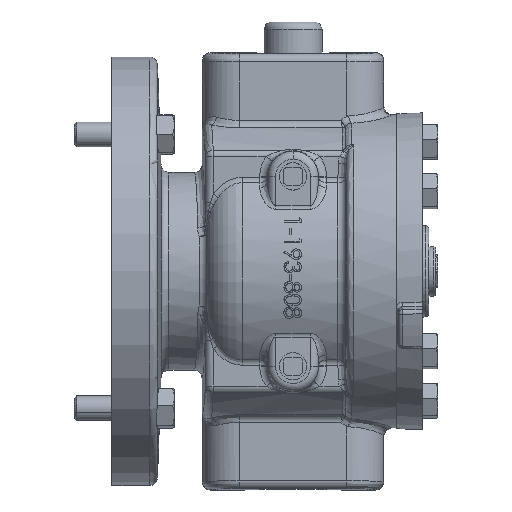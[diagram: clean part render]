
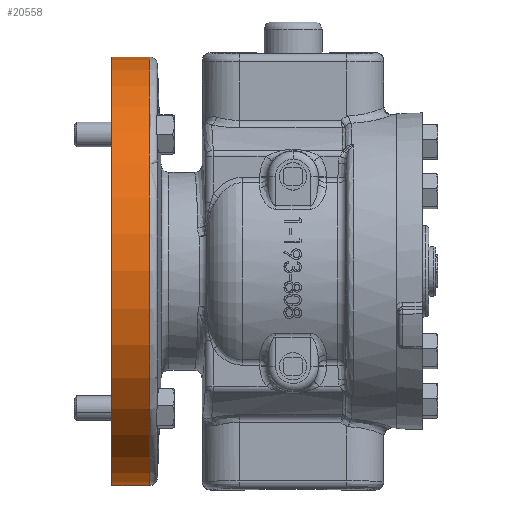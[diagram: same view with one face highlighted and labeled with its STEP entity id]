
A CAD part, front view. The second image highlights one B-rep face of the part: STEP entity #20558.
In plain terms, the highlighted cylindrical face has radius 82.55 mm (diameter 165.1 mm), a partial arc.
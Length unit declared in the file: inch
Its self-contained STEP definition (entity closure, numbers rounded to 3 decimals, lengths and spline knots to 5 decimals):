
#1 = VECTOR ( 'NONE', #55477, 39.37008 ) ;
#2487 = DIRECTION ( 'NONE',  ( 0., 0., -1. ) ) ;
#2633 = VECTOR ( 'NONE', #89148, 39.37008 ) ;
#3342 = ORIENTED_EDGE ( 'NONE', *, *, #48213, .F. ) ;
#5983 = CARTESIAN_POINT ( 'NONE',  ( -4.31, 0., 3.25 ) ) ;
#9919 = CARTESIAN_POINT ( 'NONE',  ( -4.31, 0., -3.25 ) ) ;
#12336 = DIRECTION ( 'NONE',  ( -1., 0., 0. ) ) ;
#16120 = CYLINDRICAL_SURFACE ( 'NONE', #20762, 3.25 ) ;
#20558 = ADVANCED_FACE ( 'NONE', ( #54321 ), #16120, .T. ) ;
#20762 = AXIS2_PLACEMENT_3D ( 'NONE', #55335, #12336, #76418 ) ;
#22857 = ORIENTED_EDGE ( 'NONE', *, *, #86163, .T. ) ;
#26187 = CARTESIAN_POINT ( 'NONE',  ( -3.73588, 0., 0. ) ) ;
#33371 = DIRECTION ( 'NONE',  ( 0., 0., -1. ) ) ;
#34490 = CIRCLE ( 'NONE', #37682, 3.25 ) ;
#34657 = VERTEX_POINT ( 'NONE', #9919 ) ;
#36239 = VERTEX_POINT ( 'NONE', #5983 ) ;
#37682 = AXIS2_PLACEMENT_3D ( 'NONE', #88419, #45470, #2487 ) ;
#40422 = LINE ( 'NONE', #90907, #1 ) ;
#40804 = LINE ( 'NONE', #75072, #2633 ) ;
#44284 = VERTEX_POINT ( 'NONE', #80116 ) ;
#45045 = VERTEX_POINT ( 'NONE', #58896 ) ;
#45470 = DIRECTION ( 'NONE',  ( 1., 0., 0. ) ) ;
#48213 = EDGE_CURVE ( 'NONE', #44284, #34657, #40422, .T. ) ;
#52620 = AXIS2_PLACEMENT_3D ( 'NONE', #26187, #76417, #33371 ) ;
#54321 = FACE_OUTER_BOUND ( 'NONE', #61062, .T. ) ;
#55335 = CARTESIAN_POINT ( 'NONE',  ( -3.0074, 0., 0. ) ) ;
#55477 = DIRECTION ( 'NONE',  ( -1., 0., 0. ) ) ;
#58896 = CARTESIAN_POINT ( 'NONE',  ( -3.73588, 0., 3.25 ) ) ;
#61062 = EDGE_LOOP ( 'NONE', ( #3342, #22857, #69528, #61951 ) ) ;
#61951 = ORIENTED_EDGE ( 'NONE', *, *, #87187, .T. ) ;
#68886 = EDGE_CURVE ( 'NONE', #45045, #36239, #40804, .T. ) ;
#69528 = ORIENTED_EDGE ( 'NONE', *, *, #68886, .T. ) ;
#73949 = CIRCLE ( 'NONE', #52620, 3.25 ) ;
#75072 = CARTESIAN_POINT ( 'NONE',  ( -3.0074, 0., 3.25 ) ) ;
#76417 = DIRECTION ( 'NONE',  ( -1., 0., 0. ) ) ;
#76418 = DIRECTION ( 'NONE',  ( 0., 0., 1. ) ) ;
#80116 = CARTESIAN_POINT ( 'NONE',  ( -3.73588, 0., -3.25 ) ) ;
#86163 = EDGE_CURVE ( 'NONE', #44284, #45045, #73949, .T. ) ;
#87187 = EDGE_CURVE ( 'NONE', #36239, #34657, #34490, .T. ) ;
#88419 = CARTESIAN_POINT ( 'NONE',  ( -4.31, 0., 0. ) ) ;
#89148 = DIRECTION ( 'NONE',  ( -1., 0., 0. ) ) ;
#90907 = CARTESIAN_POINT ( 'NONE',  ( -3.0074, 0., -3.25 ) ) ;
